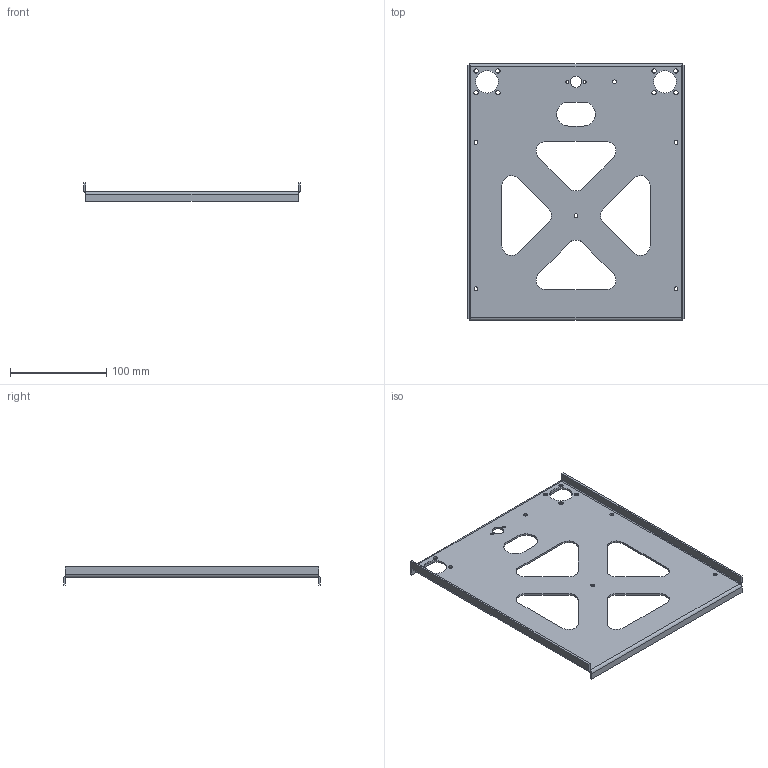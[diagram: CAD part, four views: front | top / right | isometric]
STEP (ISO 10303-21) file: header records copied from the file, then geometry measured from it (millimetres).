
FILE_DESCRIPTION(/* description */ (''),/* implementation_level */ '2;1');
FILE_NAME(/* name */ 'table frame.stp',/* time_stamp */ '2020-11-19T20:29:50+03:00',/* author */ ('Max'),/* organization */ (''),/* preprocessor_version */ 'ST-DEVELOPER v16.5',/* originating_system */ 'Autodesk Inventor 2017',/* authorisation */ '');
FILE_SCHEMA (('AUTOMOTIVE_DESIGN { 1 0 10303 214 3 1 1 }'));
Length unit declared in the file: millimetre
Products named in the file (1): рама стола
Bounding box: 225 x 267 x 19 mm (x, y, z)
Volume: 108251.2 mm3; surface area: 113063.9 mm2
Topology: 1 solids, 1 shells, 85 faces, 241 edges, 158 vertices
Faces by surface type: cylinder 41, plane 36, torus 8
Full cylindrical faces by diameter (mm): 3 x2, 4 x6, 4.5 x8, 12 x1, 23.5 x2
Entity records: 2870 total; most frequent: CARTESIAN_POINT 538, DIRECTION 484, ORIENTED_EDGE 444, EDGE_CURVE 222, AXIS2_PLACEMENT_3D 184, VERTEX_POINT 158, EDGE_LOOP 152, LINE 116
